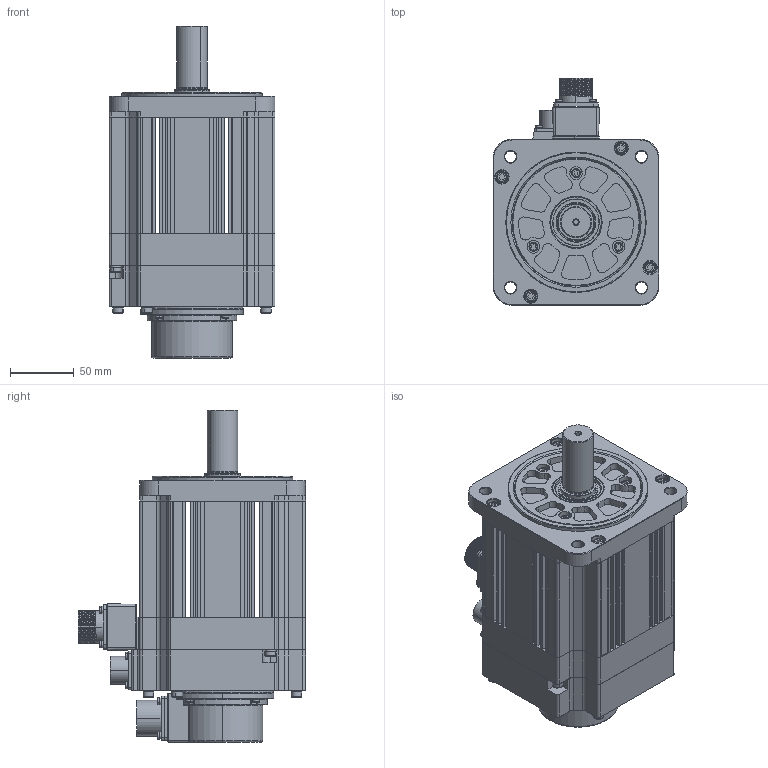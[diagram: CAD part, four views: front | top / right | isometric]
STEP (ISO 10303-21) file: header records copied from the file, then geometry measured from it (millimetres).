
FILE_DESCRIPTION (( 'STEP AP203' ), '1' );
FILE_NAME ('EM1-2KW-B-O.STEP', '2019-12-06T03:23:20', ( '' ), ( '' ), 'SwSTEP 2.0', 'SolidWorks 2015', '' );
FILE_SCHEMA (( 'CONFIG_CONTROL_DESIGN' ));
Length unit declared in the file: millimetre
Products named in the file (1): EM1-2KW-B-O
Bounding box: 130 x 177.85 x 260.1 mm (x, y, z)
Surface area: 180551.3 mm2 (no closed solid volume)
Topology: 0 solids, 71 shells, 1196 faces, 3514 edges, 2383 vertices
Faces by surface type: plane 533, cylinder 400, cone 143, torus 107, bspline 11, sphere 2
Entity records: 43741 total; most frequent: CARTESIAN_POINT 11883, DIRECTION 6938, ORIENTED_EDGE 5871, EDGE_CURVE 3514, AXIS2_PLACEMENT_3D 2465, VERTEX_POINT 2383, LINE 2008, VECTOR 2008
